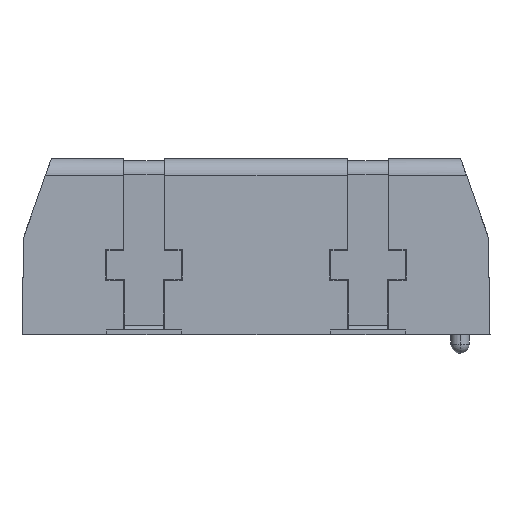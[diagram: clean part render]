
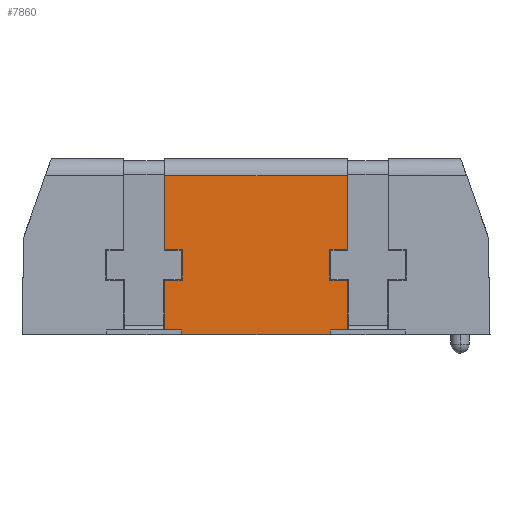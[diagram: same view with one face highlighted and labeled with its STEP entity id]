
A CAD part, left-side view. The second image highlights one B-rep face of the part: STEP entity #7860.
In plain terms, the highlighted planar face has unit normal (-1, 0, 0.018).
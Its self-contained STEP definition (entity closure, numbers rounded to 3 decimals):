
#298 = ORIENTED_EDGE ( 'NONE', *, *, #15827, .T. ) ;
#368 = VERTEX_POINT ( 'NONE', #14447 ) ;
#375 = CARTESIAN_POINT ( 'NONE',  ( -38.264, -7.8, 13.526 ) ) ;
#406 = CARTESIAN_POINT ( 'NONE',  ( -38.373, -7.8, 7.249 ) ) ;
#811 = CARTESIAN_POINT ( 'NONE',  ( -38.5, -7.8, 0. ) ) ;
#1135 = DIRECTION ( 'NONE',  ( 0.017, 0., 1. ) ) ;
#1501 = LINE ( 'NONE', #18153, #12935 ) ;
#1527 = DIRECTION ( 'NONE',  ( 0.017, 0., 1. ) ) ;
#1743 = DIRECTION ( 'NONE',  ( 0., 1., 0. ) ) ;
#2405 = CARTESIAN_POINT ( 'NONE',  ( -38.373, -6.3, 7.249 ) ) ;
#2424 = CARTESIAN_POINT ( 'NONE',  ( -38.373, -12.8, 7.249 ) ) ;
#2575 = VECTOR ( 'NONE', #1743, 1000. ) ;
#2606 = CARTESIAN_POINT ( 'NONE',  ( -38.419, -6.3, 4.649 ) ) ;
#2920 = FACE_OUTER_BOUND ( 'NONE', #21576, .T. ) ;
#2977 = DIRECTION ( 'NONE',  ( 0.017, 0., 1. ) ) ;
#3061 = ORIENTED_EDGE ( 'NONE', *, *, #12135, .T. ) ;
#3552 = EDGE_CURVE ( 'NONE', #23355, #20844, #11051, .T. ) ;
#3599 = LINE ( 'NONE', #7186, #19404 ) ;
#3655 = ORIENTED_EDGE ( 'NONE', *, *, #13585, .T. ) ;
#4540 = VERTEX_POINT ( 'NONE', #406 ) ;
#4801 = VERTEX_POINT ( 'NONE', #375 ) ;
#5599 = EDGE_CURVE ( 'NONE', #14618, #23355, #11736, .T. ) ;
#5844 = CARTESIAN_POINT ( 'NONE',  ( -38.5, -7.8, 0. ) ) ;
#6165 = ORIENTED_EDGE ( 'NONE', *, *, #6760, .T. ) ;
#6387 = CARTESIAN_POINT ( 'NONE',  ( -38.373, 7.8, 7.249 ) ) ;
#6590 = LINE ( 'NONE', #5844, #26690 ) ;
#6760 = EDGE_CURVE ( 'NONE', #20532, #4540, #18842, .T. ) ;
#7186 = CARTESIAN_POINT ( 'NONE',  ( -38.5, 7.8, 0. ) ) ;
#7860 = ADVANCED_FACE ( 'NONE', ( #2920 ), #26288, .T. ) ;
#8191 = CARTESIAN_POINT ( 'NONE',  ( -38.419, 12.8, 4.649 ) ) ;
#8439 = EDGE_CURVE ( 'NONE', #12242, #18593, #23041, .T. ) ;
#9069 = EDGE_CURVE ( 'NONE', #368, #24030, #12453, .T. ) ;
#9189 = CARTESIAN_POINT ( 'NONE',  ( -38.5, -19.95, 0. ) ) ;
#9578 = CARTESIAN_POINT ( 'NONE',  ( -38.373, 6.3, 7.249 ) ) ;
#9593 = CARTESIAN_POINT ( 'NONE',  ( -38.264, 7.8, 13.526 ) ) ;
#10776 = VECTOR ( 'NONE', #19284, 1000. ) ;
#11051 = LINE ( 'NONE', #25178, #10776 ) ;
#11125 = ORIENTED_EDGE ( 'NONE', *, *, #18636, .F. ) ;
#11299 = VECTOR ( 'NONE', #20254, 1000. ) ;
#11736 = LINE ( 'NONE', #20513, #18967 ) ;
#12135 = EDGE_CURVE ( 'NONE', #4801, #18845, #1501, .T. ) ;
#12242 = VERTEX_POINT ( 'NONE', #18707 ) ;
#12374 = ORIENTED_EDGE ( 'NONE', *, *, #5599, .T. ) ;
#12453 = LINE ( 'NONE', #8191, #11299 ) ;
#12656 = CARTESIAN_POINT ( 'NONE',  ( -38.373, 12.8, 7.249 ) ) ;
#12935 = VECTOR ( 'NONE', #24442, 1000. ) ;
#13014 = ORIENTED_EDGE ( 'NONE', *, *, #17507, .F. ) ;
#13147 = LINE ( 'NONE', #9578, #25880 ) ;
#13585 = EDGE_CURVE ( 'NONE', #20844, #20532, #21569, .T. ) ;
#13913 = AXIS2_PLACEMENT_3D ( 'NONE', #9189, #15637, #15900 ) ;
#14447 = CARTESIAN_POINT ( 'NONE',  ( -38.419, 7.8, 4.649 ) ) ;
#14618 = VERTEX_POINT ( 'NONE', #811 ) ;
#14663 = DIRECTION ( 'NONE',  ( 0., -1., 0. ) ) ;
#14916 = LINE ( 'NONE', #23228, #16788 ) ;
#14950 = ORIENTED_EDGE ( 'NONE', *, *, #3552, .T. ) ;
#15384 = VERTEX_POINT ( 'NONE', #16382 ) ;
#15637 = DIRECTION ( 'NONE',  ( -1., 0., 0.017 ) ) ;
#15827 = EDGE_CURVE ( 'NONE', #4540, #4801, #6590, .T. ) ;
#15900 = DIRECTION ( 'NONE',  ( 0.017, 0., 1. ) ) ;
#15973 = CARTESIAN_POINT ( 'NONE',  ( -38.373, -6.3, 7.249 ) ) ;
#16277 = DIRECTION ( 'NONE',  ( 0.017, 0., 1. ) ) ;
#16382 = CARTESIAN_POINT ( 'NONE',  ( -38.5, 7.8, 0. ) ) ;
#16682 = ORIENTED_EDGE ( 'NONE', *, *, #24808, .F. ) ;
#16788 = VECTOR ( 'NONE', #14663, 1000. ) ;
#17356 = CARTESIAN_POINT ( 'NONE',  ( -38.419, 6.3, 4.649 ) ) ;
#17507 = EDGE_CURVE ( 'NONE', #24030, #12242, #13147, .T. ) ;
#18082 = VECTOR ( 'NONE', #27034, 1000. ) ;
#18153 = CARTESIAN_POINT ( 'NONE',  ( -38.264, -19.95, 13.526 ) ) ;
#18593 = VERTEX_POINT ( 'NONE', #6387 ) ;
#18636 = EDGE_CURVE ( 'NONE', #15384, #368, #3599, .T. ) ;
#18707 = CARTESIAN_POINT ( 'NONE',  ( -38.373, 6.3, 7.249 ) ) ;
#18842 = LINE ( 'NONE', #2424, #18082 ) ;
#18845 = VERTEX_POINT ( 'NONE', #9593 ) ;
#18967 = VECTOR ( 'NONE', #1527, 1000. ) ;
#19002 = ORIENTED_EDGE ( 'NONE', *, *, #26635, .T. ) ;
#19284 = DIRECTION ( 'NONE',  ( 0., 1., 0. ) ) ;
#19404 = VECTOR ( 'NONE', #2977, 1000. ) ;
#19557 = ORIENTED_EDGE ( 'NONE', *, *, #9069, .F. ) ;
#19863 = DIRECTION ( 'NONE',  ( 0.017, 0., 1. ) ) ;
#20254 = DIRECTION ( 'NONE',  ( 0., -1., 0. ) ) ;
#20513 = CARTESIAN_POINT ( 'NONE',  ( -38.5, -7.8, 0. ) ) ;
#20532 = VERTEX_POINT ( 'NONE', #2405 ) ;
#20844 = VERTEX_POINT ( 'NONE', #2606 ) ;
#20880 = ORIENTED_EDGE ( 'NONE', *, *, #8439, .F. ) ;
#21569 = LINE ( 'NONE', #15973, #25699 ) ;
#21576 = EDGE_LOOP ( 'NONE', ( #16682, #20880, #13014, #19557, #11125, #19002, #12374, #14950, #3655, #6165, #298, #3061 ) ) ;
#21729 = LINE ( 'NONE', #26117, #26721 ) ;
#23041 = LINE ( 'NONE', #12656, #2575 ) ;
#23228 = CARTESIAN_POINT ( 'NONE',  ( -38.5, -19.95, 0. ) ) ;
#23355 = VERTEX_POINT ( 'NONE', #26587 ) ;
#24030 = VERTEX_POINT ( 'NONE', #17356 ) ;
#24442 = DIRECTION ( 'NONE',  ( 0., 1., 0. ) ) ;
#24808 = EDGE_CURVE ( 'NONE', #18593, #18845, #21729, .T. ) ;
#25178 = CARTESIAN_POINT ( 'NONE',  ( -38.419, -12.8, 4.649 ) ) ;
#25699 = VECTOR ( 'NONE', #26361, 1000. ) ;
#25880 = VECTOR ( 'NONE', #19863, 1000. ) ;
#26117 = CARTESIAN_POINT ( 'NONE',  ( -38.5, 7.8, 0. ) ) ;
#26288 = PLANE ( 'NONE',  #13913 ) ;
#26361 = DIRECTION ( 'NONE',  ( 0.017, 0., 1. ) ) ;
#26587 = CARTESIAN_POINT ( 'NONE',  ( -38.419, -7.8, 4.649 ) ) ;
#26635 = EDGE_CURVE ( 'NONE', #15384, #14618, #14916, .T. ) ;
#26690 = VECTOR ( 'NONE', #16277, 1000. ) ;
#26721 = VECTOR ( 'NONE', #1135, 1000. ) ;
#27034 = DIRECTION ( 'NONE',  ( 0., -1., 0. ) ) ;
